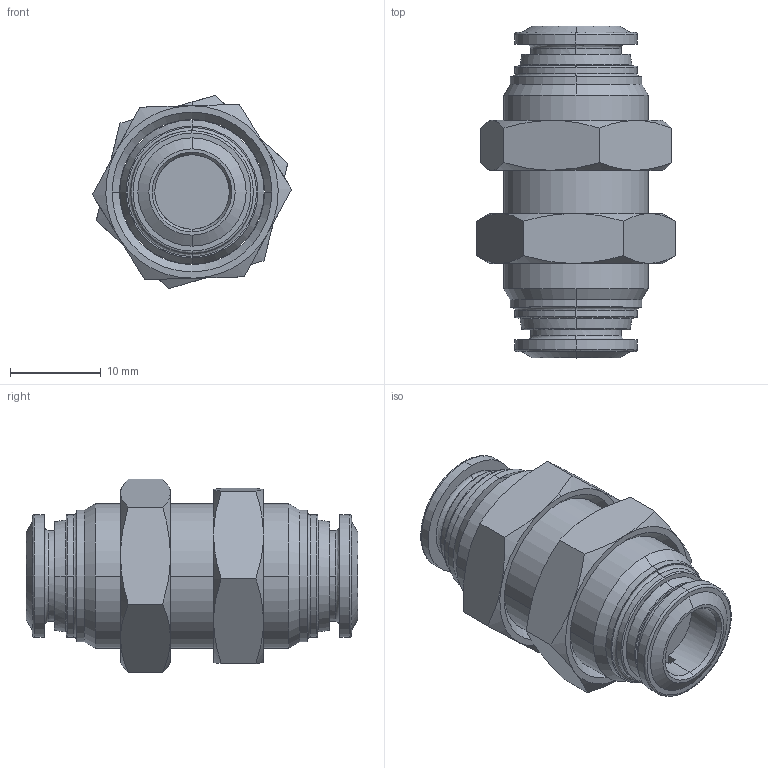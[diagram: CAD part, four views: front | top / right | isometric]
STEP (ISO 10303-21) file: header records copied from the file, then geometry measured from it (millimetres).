
FILE_DESCRIPTION (( 'STEP AP214' ), '1' );
FILE_NAME ('5705000003A.STEP', '2016-12-02T08:15:14', ( '' ), ( '' ), 'SwSTEP 2.0', 'SolidWorks 2016', '' );
FILE_SCHEMA (( 'AUTOMOTIVE_DESIGN' ));
Length unit declared in the file: millimetre
Products named in the file (2): 5705000003A
Bounding box: 21.93 x 36.55 x 21.32 mm (x, y, z)
Volume: 6891 mm3; surface area: 4143.8 mm2
Topology: 3 solids, 3 shells, 152 faces, 366 edges, 228 vertices
Faces by surface type: cone 60, plane 42, cylinder 26, bspline 24
Entity records: 6661 total; most frequent: CARTESIAN_POINT 3220, ORIENTED_EDGE 732, DIRECTION 686, EDGE_CURVE 366, AXIS2_PLACEMENT_3D 290, VERTEX_POINT 228, EDGE_LOOP 172, CIRCLE 160
